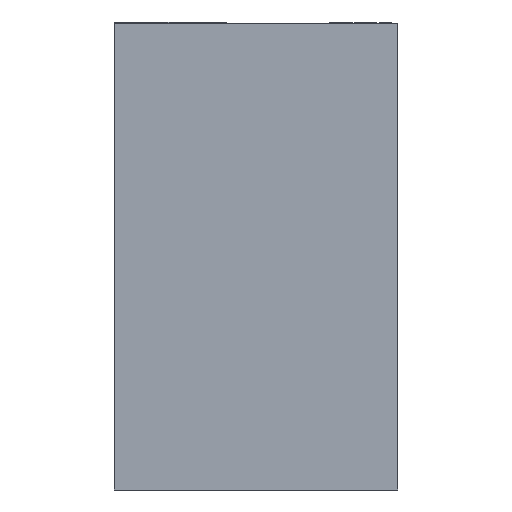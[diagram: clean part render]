
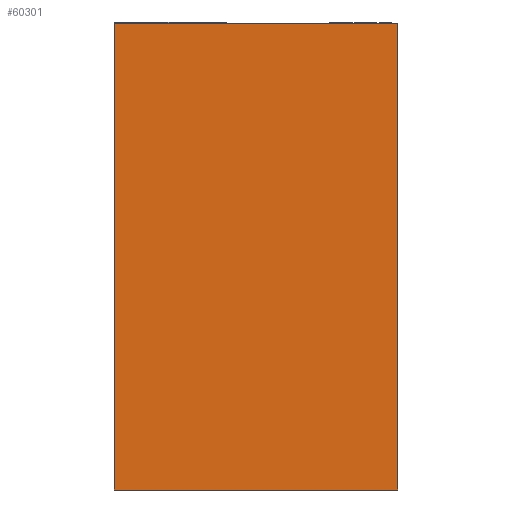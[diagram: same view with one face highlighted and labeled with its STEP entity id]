
A CAD part, front view. The second image highlights one B-rep face of the part: STEP entity #60301.
In plain terms, the highlighted planar face has unit normal (0, -1, 0).
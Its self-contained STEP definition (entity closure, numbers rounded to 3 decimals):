
#2909 = EDGE_CURVE ( 'NONE', #10556, #51802, #4454, .T. ) ;
#4454 = LINE ( 'NONE', #76525, #87978 ) ;
#8567 = ORIENTED_EDGE ( 'NONE', *, *, #106658, .T. ) ;
#9881 = EDGE_LOOP ( 'NONE', ( #17640, #100943, #43163, #8567 ) ) ;
#10269 = LINE ( 'NONE', #72806, #24450 ) ;
#10556 = VERTEX_POINT ( 'NONE', #102657 ) ;
#17640 = ORIENTED_EDGE ( 'NONE', *, *, #2909, .T. ) ;
#17728 = EDGE_CURVE ( 'NONE', #113496, #51802, #10269, .T. ) ;
#22912 = VERTEX_POINT ( 'NONE', #73040 ) ;
#24016 = FACE_OUTER_BOUND ( 'NONE', #9881, .T. ) ;
#24450 = VECTOR ( 'NONE', #62606, 1000. ) ;
#24682 = DIRECTION ( 'NONE',  ( 0., 0., 1. ) ) ;
#29822 = CARTESIAN_POINT ( 'NONE',  ( -272., -115., 895. ) ) ;
#34884 = DIRECTION ( 'NONE',  ( 0., 1., 0. ) ) ;
#43163 = ORIENTED_EDGE ( 'NONE', *, *, #100336, .F. ) ;
#51802 = VERTEX_POINT ( 'NONE', #78864 ) ;
#52921 = AXIS2_PLACEMENT_3D ( 'NONE', #128041, #34884, #24682 ) ;
#58422 = LINE ( 'NONE', #29822, #88762 ) ;
#60301 = ADVANCED_FACE ( 'NONE', ( #24016 ), #86563, .F. ) ;
#62606 = DIRECTION ( 'NONE',  ( 0., 0., -1. ) ) ;
#72806 = CARTESIAN_POINT ( 'NONE',  ( 272., -115., 895. ) ) ;
#73040 = CARTESIAN_POINT ( 'NONE',  ( -272., -115., 895. ) ) ;
#76525 = CARTESIAN_POINT ( 'NONE',  ( -272., -115., 0. ) ) ;
#78864 = CARTESIAN_POINT ( 'NONE',  ( 272., -115., 0. ) ) ;
#79922 = CARTESIAN_POINT ( 'NONE',  ( 272., -115., 895. ) ) ;
#86563 = PLANE ( 'NONE',  #52921 ) ;
#87978 = VECTOR ( 'NONE', #119346, 1000. ) ;
#88762 = VECTOR ( 'NONE', #131154, 1000. ) ;
#96487 = DIRECTION ( 'NONE',  ( 1., 0., 0. ) ) ;
#100336 = EDGE_CURVE ( 'NONE', #22912, #113496, #108048, .T. ) ;
#100943 = ORIENTED_EDGE ( 'NONE', *, *, #17728, .F. ) ;
#102657 = CARTESIAN_POINT ( 'NONE',  ( -272., -115., 0. ) ) ;
#106658 = EDGE_CURVE ( 'NONE', #22912, #10556, #58422, .T. ) ;
#108048 = LINE ( 'NONE', #119585, #124780 ) ;
#113496 = VERTEX_POINT ( 'NONE', #79922 ) ;
#119346 = DIRECTION ( 'NONE',  ( 1., 0., 0. ) ) ;
#119585 = CARTESIAN_POINT ( 'NONE',  ( -272., -115., 895. ) ) ;
#124780 = VECTOR ( 'NONE', #96487, 1000. ) ;
#128041 = CARTESIAN_POINT ( 'NONE',  ( -272., -115., 895. ) ) ;
#131154 = DIRECTION ( 'NONE',  ( 0., 0., -1. ) ) ;
